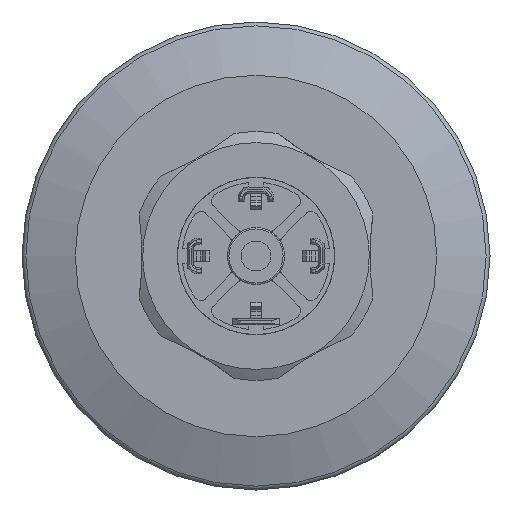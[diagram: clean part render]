
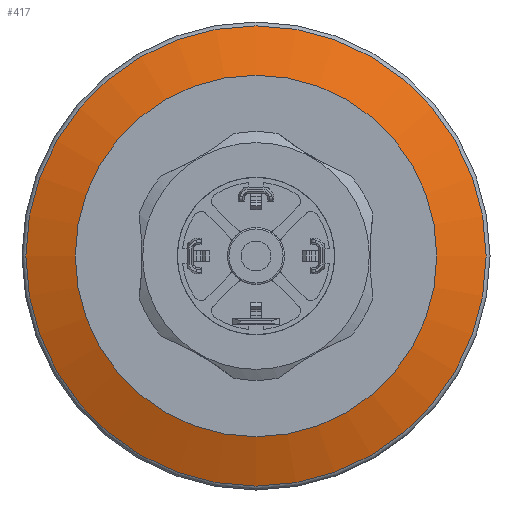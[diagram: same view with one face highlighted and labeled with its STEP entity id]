
A CAD part, front view. The second image highlights one B-rep face of the part: STEP entity #417.
In plain terms, the highlighted conical face has half-angle 70 degrees and reference radius 32 mm.
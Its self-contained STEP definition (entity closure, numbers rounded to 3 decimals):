
#417 = ADVANCED_FACE( '', ( #1070, #1071 ), #1072, .T. );
#1070 = FACE_OUTER_BOUND( '', #2052, .T. );
#1071 = FACE_BOUND( '', #2053, .T. );
#1072 = CONICAL_SURFACE( '', #2054, 32., 1.222 );
#2052 = EDGE_LOOP( '', ( #3673 ) );
#2053 = EDGE_LOOP( '', ( #3674 ) );
#2054 = AXIS2_PLACEMENT_3D( '', #3675, #3676, #3677 );
#3673 = ORIENTED_EDGE( '', *, *, #6264, .T. );
#3674 = ORIENTED_EDGE( '', *, *, #6265, .F. );
#3675 = CARTESIAN_POINT( '', ( 0., -2.05, 0. ) );
#3676 = DIRECTION( '', ( 0., 1., 0. ) );
#3677 = DIRECTION( '', ( -1., 0., 0. ) );
#6264 = EDGE_CURVE( '', #7621, #7621, #7622, .F. );
#6265 = EDGE_CURVE( '', #7623, #7623, #7624, .T. );
#7621 = VERTEX_POINT( '', #9974 );
#7622 = CIRCLE( '', #9975, 31.474 );
#7623 = VERTEX_POINT( '', #9976 );
#7624 = CIRCLE( '', #9977, 24.719 );
#9974 = CARTESIAN_POINT( '', ( -31.474, -2.242, 0. ) );
#9975 = AXIS2_PLACEMENT_3D( '', #12895, #12896, #12897 );
#9976 = CARTESIAN_POINT( '', ( 24.719, -4.7, 0. ) );
#9977 = AXIS2_PLACEMENT_3D( '', #12898, #12899, #12900 );
#12895 = CARTESIAN_POINT( '', ( 0., -2.242, 0. ) );
#12896 = DIRECTION( '', ( 0., 1., 0. ) );
#12897 = DIRECTION( '', ( -1., 0., 0. ) );
#12898 = CARTESIAN_POINT( '', ( 0., -4.7, 0. ) );
#12899 = DIRECTION( '', ( 0., -1., 0. ) );
#12900 = DIRECTION( '', ( 1., 0., 0. ) );
